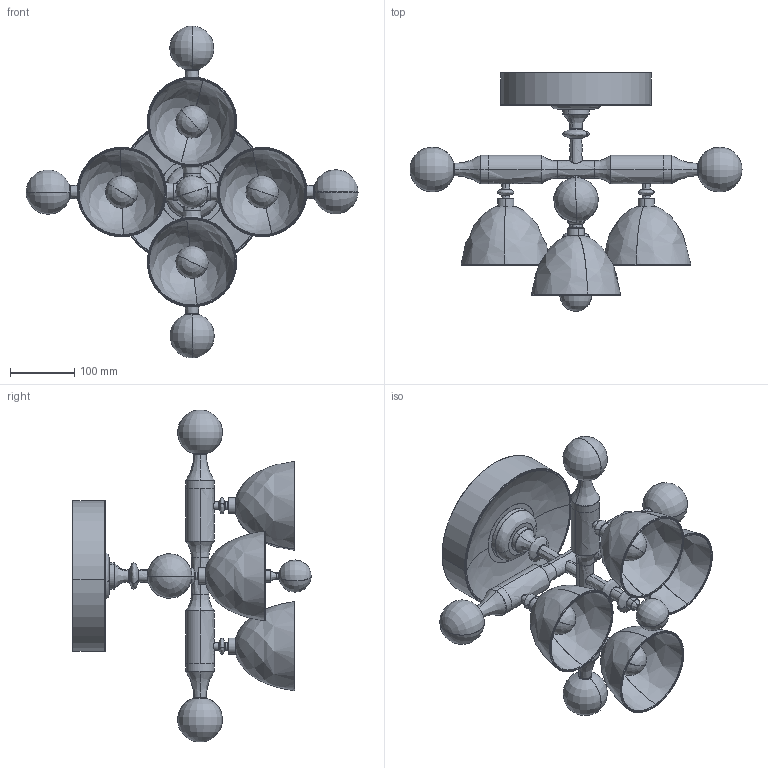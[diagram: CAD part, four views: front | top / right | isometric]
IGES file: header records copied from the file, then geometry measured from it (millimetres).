
Start section: SolidWorks IGES file using analytic representation for surfaces
Global section: file name: 184HDELL4 - Del Playa Four Arm Surface Mount_defeature.IGS; native system: SolidWorks 2022; preprocessor: SolidWorks 2022; author: Alex Harrington; date: 240130.162259; units: millimetre
Bounding box: 518.05 x 372.08 x 518.05 mm (x, y, z)
Surface area: 665094.4 mm2 (no closed solid volume)
Topology: 0 solids, 0 shells, 292 faces, 3900 edges, 3875 vertices
Faces by surface type: bspline 178, revolution 114
